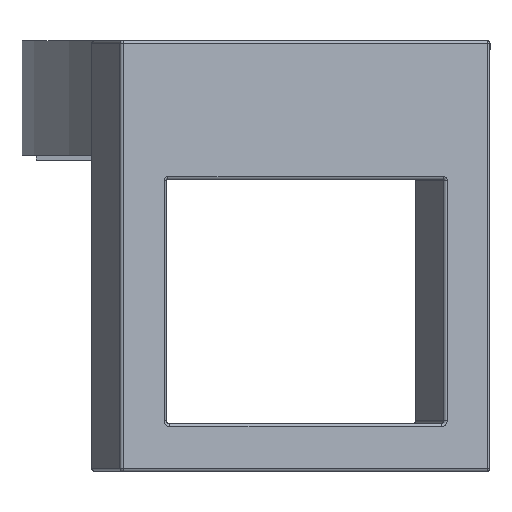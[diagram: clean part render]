
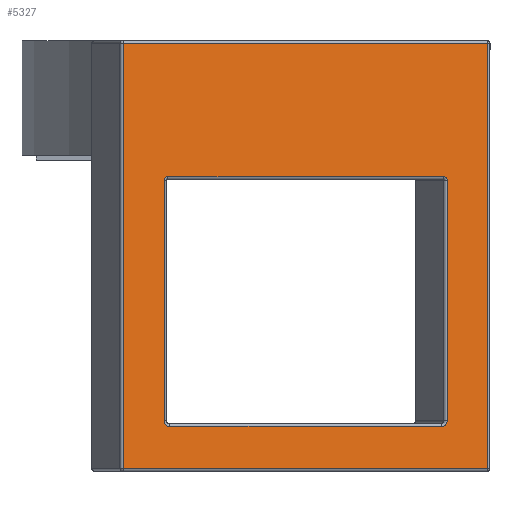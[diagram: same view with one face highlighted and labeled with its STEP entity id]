
A CAD part, left-side view. The second image highlights one B-rep face of the part: STEP entity #5327.
In plain terms, the highlighted planar face has unit normal (-0.966, -0.259, 0).
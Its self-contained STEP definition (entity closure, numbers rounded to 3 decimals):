
#92=FACE_BOUND('',#1019,.T.);
#443=CIRCLE('',#5815,6.);
#444=CIRCLE('',#5816,4.);
#445=CIRCLE('',#5817,4.);
#446=CIRCLE('',#5818,6.);
#724=FACE_OUTER_BOUND('',#1018,.T.);
#1018=EDGE_LOOP('',(#4235,#4236,#4237,#4238));
#1019=EDGE_LOOP('',(#4239,#4240,#4241,#4242,#4243,#4244,#4245,#4246));
#1392=LINE('',#9590,#1746);
#1393=LINE('',#9592,#1747);
#1394=LINE('',#9594,#1748);
#1395=LINE('',#9595,#1749);
#1396=LINE('',#9600,#1750);
#1397=LINE('',#9604,#1751);
#1398=LINE('',#9608,#1752);
#1399=LINE('',#9611,#1753);
#1746=VECTOR('',#7009,10.);
#1747=VECTOR('',#7010,10.);
#1748=VECTOR('',#7011,10.);
#1749=VECTOR('',#7012,10.);
#1750=VECTOR('',#7015,10.);
#1751=VECTOR('',#7018,10.);
#1752=VECTOR('',#7021,10.);
#1753=VECTOR('',#7024,10.);
#2330=VERTEX_POINT('',#9588);
#2331=VERTEX_POINT('',#9589);
#2332=VERTEX_POINT('',#9591);
#2333=VERTEX_POINT('',#9593);
#2334=VERTEX_POINT('',#9596);
#2335=VERTEX_POINT('',#9597);
#2336=VERTEX_POINT('',#9599);
#2337=VERTEX_POINT('',#9601);
#2338=VERTEX_POINT('',#9603);
#2339=VERTEX_POINT('',#9605);
#2340=VERTEX_POINT('',#9607);
#2341=VERTEX_POINT('',#9609);
#2996=EDGE_CURVE('',#2330,#2331,#1392,.T.);
#2997=EDGE_CURVE('',#2332,#2330,#1393,.T.);
#2998=EDGE_CURVE('',#2333,#2332,#1394,.T.);
#2999=EDGE_CURVE('',#2331,#2333,#1395,.T.);
#3000=EDGE_CURVE('',#2334,#2335,#443,.T.);
#3001=EDGE_CURVE('',#2336,#2334,#1396,.T.);
#3002=EDGE_CURVE('',#2337,#2336,#444,.T.);
#3003=EDGE_CURVE('',#2338,#2337,#1397,.T.);
#3004=EDGE_CURVE('',#2339,#2338,#445,.T.);
#3005=EDGE_CURVE('',#2340,#2339,#1398,.T.);
#3006=EDGE_CURVE('',#2341,#2340,#446,.T.);
#3007=EDGE_CURVE('',#2335,#2341,#1399,.T.);
#4235=ORIENTED_EDGE('',*,*,#2996,.F.);
#4236=ORIENTED_EDGE('',*,*,#2997,.F.);
#4237=ORIENTED_EDGE('',*,*,#2998,.F.);
#4238=ORIENTED_EDGE('',*,*,#2999,.F.);
#4239=ORIENTED_EDGE('',*,*,#3000,.F.);
#4240=ORIENTED_EDGE('',*,*,#3001,.F.);
#4241=ORIENTED_EDGE('',*,*,#3002,.F.);
#4242=ORIENTED_EDGE('',*,*,#3003,.F.);
#4243=ORIENTED_EDGE('',*,*,#3004,.F.);
#4244=ORIENTED_EDGE('',*,*,#3005,.F.);
#4245=ORIENTED_EDGE('',*,*,#3006,.F.);
#4246=ORIENTED_EDGE('',*,*,#3007,.F.);
#4841=PLANE('',#5814);
#5327=ADVANCED_FACE('',(#724,#92),#4841,.T.);
#5814=AXIS2_PLACEMENT_3D('',#9587,#7007,#7008);
#5815=AXIS2_PLACEMENT_3D('',#9598,#7013,#7014);
#5816=AXIS2_PLACEMENT_3D('',#9602,#7016,#7017);
#5817=AXIS2_PLACEMENT_3D('',#9606,#7019,#7020);
#5818=AXIS2_PLACEMENT_3D('',#9610,#7022,#7023);
#7007=DIRECTION('center_axis',(-0.966,-0.259,0.));
#7008=DIRECTION('ref_axis',(-0.259,0.966,0.));
#7009=DIRECTION('',(0.,0.,1.));
#7010=DIRECTION('',(-0.259,0.966,0.));
#7011=DIRECTION('',(0.,0.,-1.));
#7012=DIRECTION('',(0.259,-0.966,0.));
#7013=DIRECTION('center_axis',(-0.966,-0.259,0.));
#7014=DIRECTION('ref_axis',(-0.183,0.683,-0.707));
#7015=DIRECTION('',(0.,0.,-1.));
#7016=DIRECTION('center_axis',(-0.966,-0.259,0.));
#7017=DIRECTION('ref_axis',(-0.183,0.683,0.707));
#7018=DIRECTION('',(-0.259,0.966,0.));
#7019=DIRECTION('center_axis',(-0.966,-0.259,0.));
#7020=DIRECTION('ref_axis',(0.183,-0.683,0.707));
#7021=DIRECTION('',(0.,0.,1.));
#7022=DIRECTION('center_axis',(-0.966,-0.259,0.));
#7023=DIRECTION('ref_axis',(0.183,-0.683,-0.707));
#7024=DIRECTION('',(0.259,-0.966,0.));
#9587=CARTESIAN_POINT('Origin',(-62.812,-229.226,1.365));
#9588=CARTESIAN_POINT('',(-113.8,-38.939,-220.635));
#9589=CARTESIAN_POINT('',(-113.8,-38.939,223.365));
#9590=CARTESIAN_POINT('',(-113.8,-38.939,-111.135));
#9591=CARTESIAN_POINT('',(-11.825,-419.514,-220.635));
#9592=CARTESIAN_POINT('',(-36.93,-325.819,-220.635));
#9593=CARTESIAN_POINT('',(-11.825,-419.514,223.365));
#9594=CARTESIAN_POINT('',(-11.825,-419.514,113.865));
#9595=CARTESIAN_POINT('',(-88.694,-132.634,223.365));
#9596=CARTESIAN_POINT('',(-102.411,-81.44,-170.635));
#9597=CARTESIAN_POINT('',(-100.859,-87.235,-176.635));
#9598=CARTESIAN_POINT('Origin',(-100.859,-87.235,-170.635));
#9599=CARTESIAN_POINT('',(-102.411,-81.44,80.365));
#9600=CARTESIAN_POINT('',(-102.411,-81.44,41.365));
#9601=CARTESIAN_POINT('',(-101.376,-85.303,84.365));
#9602=CARTESIAN_POINT('Origin',(-101.376,-85.303,80.365));
#9603=CARTESIAN_POINT('',(-24.248,-373.149,84.365));
#9604=CARTESIAN_POINT('',(-43.401,-301.671,84.365));
#9605=CARTESIAN_POINT('',(-23.213,-377.013,80.365));
#9606=CARTESIAN_POINT('Origin',(-24.248,-373.149,80.365));
#9607=CARTESIAN_POINT('',(-23.213,-377.013,-170.635));
#9608=CARTESIAN_POINT('',(-23.213,-377.013,-86.135));
#9609=CARTESIAN_POINT('',(-24.766,-371.217,-176.635));
#9610=CARTESIAN_POINT('Origin',(-24.766,-371.217,-170.635));
#9611=CARTESIAN_POINT('',(-82.224,-156.782,-176.635));
